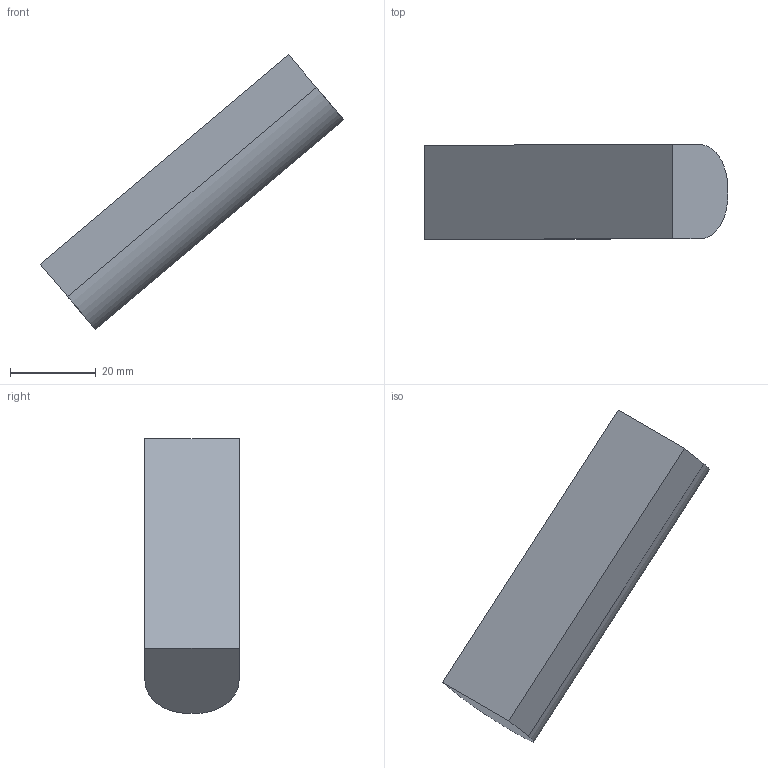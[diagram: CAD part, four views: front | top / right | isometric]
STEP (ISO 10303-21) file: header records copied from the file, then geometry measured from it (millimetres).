
FILE_DESCRIPTION(/* description */ (''),/* implementation_level */ '2;1');
FILE_NAME(/* name */ 'AEK-MC-BTY',/* time_stamp */ '2020-04-16T14:16:40+02:00',/* author */ (''),/* organization */ (''),/* preprocessor_version */ 'ST-DEVELOPER v15',/* originating_system */ '',/* authorisation */ '');
FILE_SCHEMA (('AUTOMOTIVE_DESIGN'));
Length unit declared in the file: millimetre
Products named in the file (1): Document
Bounding box: 71 x 22 x 64.27 mm (x, y, z)
Volume: 30178.1 mm3; surface area: 6525.8 mm2
Topology: 1 solids, 1 shells, 8 faces, 18 edges, 12 vertices
Faces by surface type: bspline 6, plane 2
Entity records: 230 total; most frequent: CARTESIAN_POINT 100, ORIENTED_EDGE 36, EDGE_CURVE 18, VERTEX_POINT 12, ADVANCED_FACE 8, FACE_OUTER_BOUND 8, EDGE_LOOP 8, DIRECTION 6
